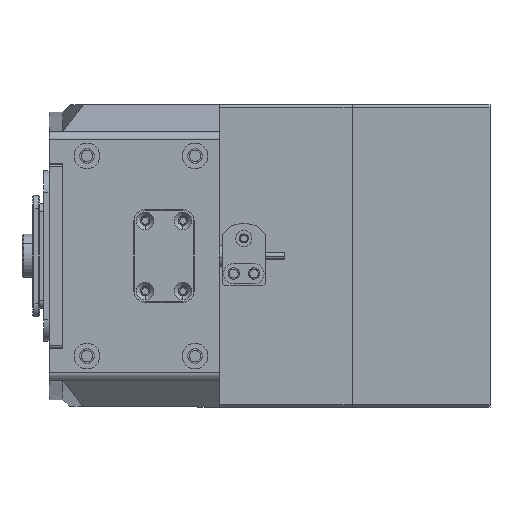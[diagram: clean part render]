
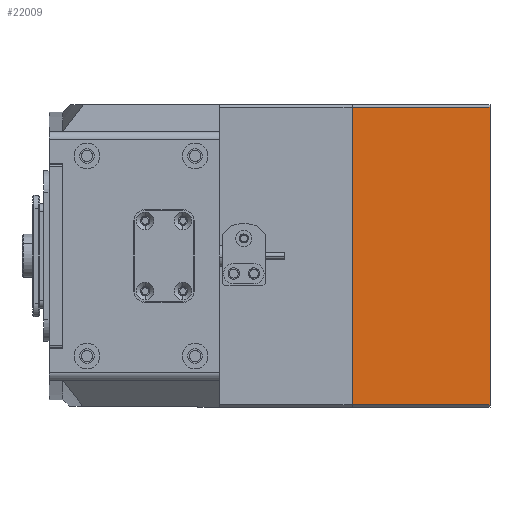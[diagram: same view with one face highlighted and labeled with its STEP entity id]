
A CAD part, left-side view. The second image highlights one B-rep face of the part: STEP entity #22009.
In plain terms, the highlighted planar face has unit normal (-1, 0, 0).
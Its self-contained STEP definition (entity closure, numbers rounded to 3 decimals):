
#1298 = CARTESIAN_POINT ( 'NONE',  ( -93., 55.9, -51. ) ) ;
#4914 = DIRECTION ( 'NONE',  ( 0., 1., 0. ) ) ;
#6325 = CARTESIAN_POINT ( 'NONE',  ( -93., -54.9, 0. ) ) ;
#7418 = VERTEX_POINT ( 'NONE', #27608 ) ;
#8970 = PLANE ( 'NONE',  #11586 ) ;
#9304 = CARTESIAN_POINT ( 'NONE',  ( -93., 55.9, -51. ) ) ;
#10058 = ORIENTED_EDGE ( 'NONE', *, *, #19769, .F. ) ;
#11586 = AXIS2_PLACEMENT_3D ( 'NONE', #9304, #39521, #17005 ) ;
#12923 = VERTEX_POINT ( 'NONE', #30364 ) ;
#14078 = DIRECTION ( 'NONE',  ( 0., 0., 1. ) ) ;
#14255 = VECTOR ( 'NONE', #47249, 1000. ) ;
#17005 = DIRECTION ( 'NONE',  ( 0., 1., 0. ) ) ;
#19064 = LINE ( 'NONE', #1298, #14255 ) ;
#19769 = EDGE_CURVE ( 'NONE', #12923, #7418, #19064, .T. ) ;
#20232 = VECTOR ( 'NONE', #4914, 1000. ) ;
#20285 = EDGE_CURVE ( 'NONE', #31037, #48252, #40486, .T. ) ;
#20983 = EDGE_CURVE ( 'NONE', #12923, #31037, #42899, .T. ) ;
#21492 = CARTESIAN_POINT ( 'NONE',  ( -93., 54.9, -51. ) ) ;
#22009 = ADVANCED_FACE ( 'NONE', ( #32136 ), #8970, .F. ) ;
#25352 = DIRECTION ( 'NONE',  ( 0., 0., -1. ) ) ;
#27608 = CARTESIAN_POINT ( 'NONE',  ( -93., 54.9, -51. ) ) ;
#29188 = ORIENTED_EDGE ( 'NONE', *, *, #42120, .T. ) ;
#30364 = CARTESIAN_POINT ( 'NONE',  ( -93., -54.9, -51. ) ) ;
#31037 = VERTEX_POINT ( 'NONE', #6325 ) ;
#32136 = FACE_OUTER_BOUND ( 'NONE', #38405, .T. ) ;
#34877 = LINE ( 'NONE', #21492, #47943 ) ;
#37725 = CARTESIAN_POINT ( 'NONE',  ( -93., 54.9, 0. ) ) ;
#38405 = EDGE_LOOP ( 'NONE', ( #43807, #29188, #10058, #40759 ) ) ;
#39521 = DIRECTION ( 'NONE',  ( 1., 0., 0. ) ) ;
#40486 = LINE ( 'NONE', #47178, #20232 ) ;
#40759 = ORIENTED_EDGE ( 'NONE', *, *, #20983, .T. ) ;
#42120 = EDGE_CURVE ( 'NONE', #48252, #7418, #34877, .T. ) ;
#42899 = LINE ( 'NONE', #44588, #44082 ) ;
#43807 = ORIENTED_EDGE ( 'NONE', *, *, #20285, .T. ) ;
#44082 = VECTOR ( 'NONE', #14078, 1000. ) ;
#44588 = CARTESIAN_POINT ( 'NONE',  ( -93., -54.9, -51. ) ) ;
#47178 = CARTESIAN_POINT ( 'NONE',  ( -93., 55.9, 0. ) ) ;
#47249 = DIRECTION ( 'NONE',  ( 0., 1., 0. ) ) ;
#47943 = VECTOR ( 'NONE', #25352, 1000. ) ;
#48252 = VERTEX_POINT ( 'NONE', #37725 ) ;
